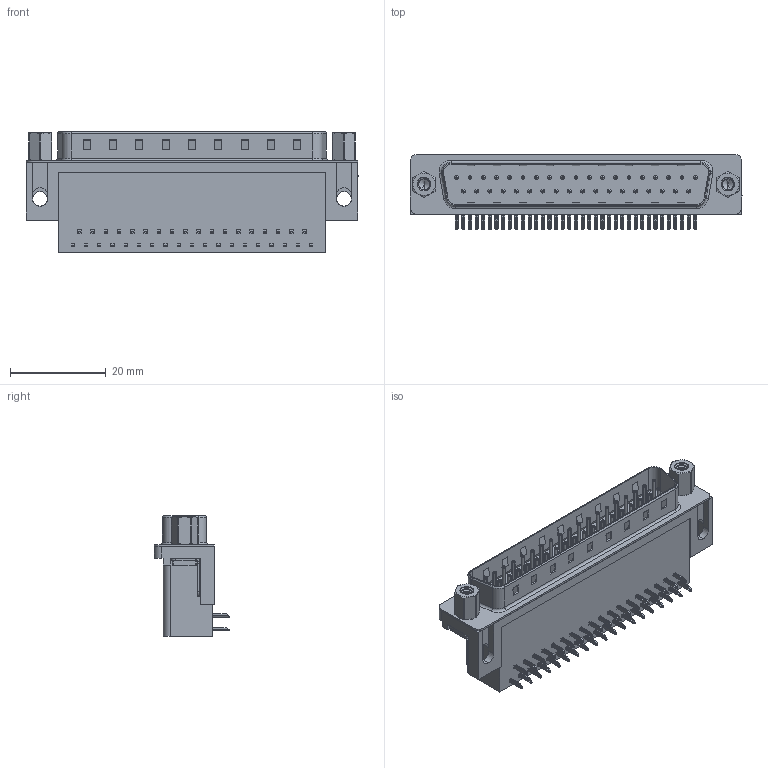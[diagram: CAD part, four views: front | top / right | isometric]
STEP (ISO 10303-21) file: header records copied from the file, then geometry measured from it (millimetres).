
FILE_DESCRIPTION (( 'STEP AP203' ), '1' );
FILE_NAME ('625-037-262-013.STEP', '2018-11-06T04:16:42', ( '' ), ( '' ), 'SwSTEP 2.0', 'SolidWorks 2016', '' );
FILE_SCHEMA (( 'CONFIG_CONTROL_DESIGN' ));
Length unit declared in the file: millimetre
Products named in the file (8): 625 4-40 Threaded Rivet; 625 4-40 Hex Standoff 5; 625-037-262-013; 625 Housing_37 Socket; 625 Shell_37 Socket; 625 Contact Bottom; 625 Contact Top; 625 Thru Hole Board Mount
Assembly tree (45 placements, depth 2):
  625-037-262-013
    625 Housing_37 Socket
    625 Shell_37 Socket
    625 Contact Bottom  x18
    625 Contact Top  x19
    625 Thru Hole Board Mount  x2
    625 4-40 Threaded Rivet  x2
    625 4-40 Hex Standoff 5  x2
Bounding box: 69.4 x 15.73 x 25.16 mm (x, y, z)
Volume: 12811.5 mm3; surface area: 12224.2 mm2
Topology: 45 solids, 45 shells, 3327 faces, 8257 edges, 5101 vertices
Faces by surface type: plane 2035, cylinder 989, torus 253, cone 32, bspline 18
Entity records: 31646 total; most frequent: CARTESIAN_POINT 9085, DIRECTION 4297, ORIENTED_EDGE 4254, EDGE_CURVE 2127, VECTOR 1467, LINE 1467, AXIS2_PLACEMENT_3D 1415, VERTEX_POINT 1372
